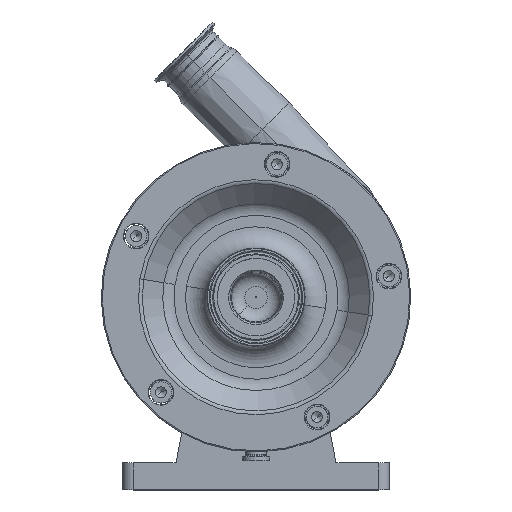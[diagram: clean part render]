
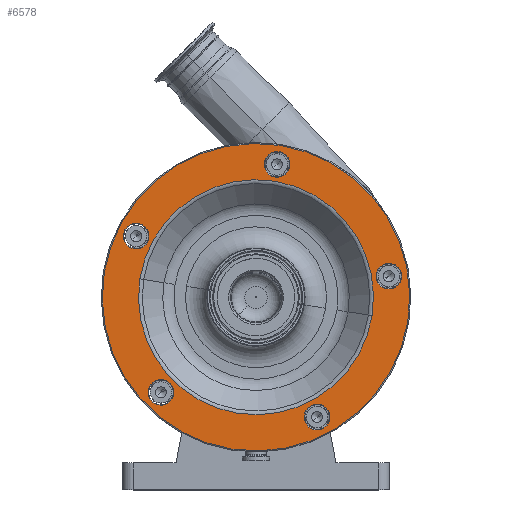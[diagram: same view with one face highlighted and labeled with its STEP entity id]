
A CAD part, top view. The second image highlights one B-rep face of the part: STEP entity #6578.
In plain terms, the highlighted planar face has unit normal (0, 0, 1).
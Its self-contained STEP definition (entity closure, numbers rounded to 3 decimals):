
#44 = AXIS2_PLACEMENT_3D ( 'NONE', #6218, #460, #16550 ) ;
#154 = EDGE_CURVE ( 'NONE', #16706, #5121, #4379, .T. ) ;
#165 = DIRECTION ( 'NONE',  ( -0.988, 0.156, 0. ) ) ;
#312 = VERTEX_POINT ( 'NONE', #2639 ) ;
#460 = DIRECTION ( 'NONE',  ( 0., 0., 1. ) ) ;
#641 = AXIS2_PLACEMENT_3D ( 'NONE', #14286, #5376, #11224 ) ;
#716 = AXIS2_PLACEMENT_3D ( 'NONE', #15173, #7704, #17932 ) ;
#1167 = DIRECTION ( 'NONE',  ( 0.988, -0.156, 0. ) ) ;
#1197 = EDGE_LOOP ( 'NONE', ( #15220, #16634 ) ) ;
#1208 = DIRECTION ( 'NONE',  ( 0.988, -0.156, 0. ) ) ;
#1289 = DIRECTION ( 'NONE',  ( 0.988, -0.156, 0. ) ) ;
#1513 = VERTEX_POINT ( 'NONE', #13341 ) ;
#1612 = EDGE_LOOP ( 'NONE', ( #10964, #13136 ) ) ;
#1681 = AXIS2_PLACEMENT_3D ( 'NONE', #17591, #17672, #10145 ) ;
#1684 = CARTESIAN_POINT ( 'NONE',  ( -124.119, 239.08, 220. ) ) ;
#1701 = EDGE_CURVE ( 'NONE', #17274, #17184, #11460, .T. ) ;
#1704 = FACE_BOUND ( 'NONE', #10860, .T. ) ;
#1952 = CIRCLE ( 'NONE', #16025, 12. ) ;
#1980 = EDGE_CURVE ( 'NONE', #17419, #1513, #1952, .T. ) ;
#2098 = ORIENTED_EDGE ( 'NONE', *, *, #11330, .F. ) ;
#2137 = EDGE_CURVE ( 'NONE', #15274, #4400, #10223, .T. ) ;
#2237 = ORIENTED_EDGE ( 'NONE', *, *, #2137, .F. ) ;
#2431 = DIRECTION ( 'NONE',  ( 0.988, -0.156, 0. ) ) ;
#2639 = CARTESIAN_POINT ( 'NONE',  ( 112.596, 201.588, 220. ) ) ;
#2685 = ORIENTED_EDGE ( 'NONE', *, *, #10052, .F. ) ;
#2790 = EDGE_CURVE ( 'NONE', #1513, #17419, #14183, .T. ) ;
#2947 = FACE_BOUND ( 'NONE', #3146, .T. ) ;
#2951 = CARTESIAN_POINT ( 'NONE',  ( 69.055, 65.856, 220. ) ) ;
#3012 = CARTESIAN_POINT ( 'NONE',  ( 19.711, 304.449, 220. ) ) ;
#3145 = FACE_OUTER_BOUND ( 'NONE', #4126, .T. ) ;
#3146 = EDGE_LOOP ( 'NONE', ( #11117, #15827 ) ) ;
#3704 = CARTESIAN_POINT ( 'NONE',  ( 57.203, 67.733, 220. ) ) ;
#3944 = CARTESIAN_POINT ( 'NONE',  ( 0., 180., 220. ) ) ;
#4019 = EDGE_CURVE ( 'NONE', #5973, #7685, #18380, .T. ) ;
#4126 = EDGE_LOOP ( 'NONE', ( #17465, #14592 ) ) ;
#4285 = FACE_BOUND ( 'NONE', #16301, .T. ) ;
#4379 = CIRCLE ( 'NONE', #8657, 12. ) ;
#4392 = FACE_BOUND ( 'NONE', #9717, .T. ) ;
#4400 = VERTEX_POINT ( 'NONE', #7731 ) ;
#4529 = CARTESIAN_POINT ( 'NONE',  ( 45.351, 69.61, 220. ) ) ;
#4713 = ORIENTED_EDGE ( 'NONE', *, *, #4019, .F. ) ;
#4883 = DIRECTION ( 'NONE',  ( 0.988, -0.156, 0. ) ) ;
#4972 = EDGE_CURVE ( 'NONE', #17184, #17274, #13867, .T. ) ;
#5101 = CARTESIAN_POINT ( 'NONE',  ( -108.716, 197.219, 220. ) ) ;
#5121 = VERTEX_POINT ( 'NONE', #4529 ) ;
#5372 = CARTESIAN_POINT ( 'NONE',  ( -100.948, 92.782, 220. ) ) ;
#5376 = DIRECTION ( 'NONE',  ( 0., 0., 1. ) ) ;
#5519 = DIRECTION ( 'NONE',  ( 0., 0., 1. ) ) ;
#5643 = CARTESIAN_POINT ( 'NONE',  ( 57.203, 67.733, 220. ) ) ;
#5788 = AXIS2_PLACEMENT_3D ( 'NONE', #7617, #14721, #13465 ) ;
#5809 = CARTESIAN_POINT ( 'NONE',  ( 7.858, 306.326, 220. ) ) ;
#5817 = FACE_BOUND ( 'NONE', #1612, .T. ) ;
#5973 = VERTEX_POINT ( 'NONE', #13936 ) ;
#6024 = DIRECTION ( 'NONE',  ( 0.988, -0.156, 0. ) ) ;
#6218 = CARTESIAN_POINT ( 'NONE',  ( 0., 180., 220. ) ) ;
#6578 = ADVANCED_FACE ( 'NONE', ( #4285, #8787, #5817, #1704, #2947, #3145, #4392 ), #9079, .F. ) ;
#6811 = AXIS2_PLACEMENT_3D ( 'NONE', #3944, #8452, #1167 ) ;
#6847 = AXIS2_PLACEMENT_3D ( 'NONE', #14336, #5519, #1208 ) ;
#7495 = CIRCLE ( 'NONE', #1681, 12. ) ;
#7617 = CARTESIAN_POINT ( 'NONE',  ( 0., 180., 220. ) ) ;
#7685 = VERTEX_POINT ( 'NONE', #1684 ) ;
#7704 = DIRECTION ( 'NONE',  ( 0., 0., 1. ) ) ;
#7731 = CARTESIAN_POINT ( 'NONE',  ( 31.563, 302.572, 220. ) ) ;
#8338 = CIRCLE ( 'NONE', #9574, 12. ) ;
#8452 = DIRECTION ( 'NONE',  ( 0., 0., 1. ) ) ;
#8487 = DIRECTION ( 'NONE',  ( 0.988, -0.156, 0. ) ) ;
#8548 = AXIS2_PLACEMENT_3D ( 'NONE', #5643, #11590, #6024 ) ;
#8657 = AXIS2_PLACEMENT_3D ( 'NONE', #3704, #9368, #9454 ) ;
#8777 = CARTESIAN_POINT ( 'NONE',  ( -112.267, 237.203, 220. ) ) ;
#8787 = FACE_BOUND ( 'NONE', #1197, .T. ) ;
#8991 = AXIS2_PLACEMENT_3D ( 'NONE', #3012, #11547, #1289 ) ;
#9079 = PLANE ( 'NONE',  #11026 ) ;
#9259 = DIRECTION ( 'NONE',  ( 0., 0., 1. ) ) ;
#9368 = DIRECTION ( 'NONE',  ( 0., 0., 1. ) ) ;
#9454 = DIRECTION ( 'NONE',  ( 0.988, -0.156, 0. ) ) ;
#9471 = CIRCLE ( 'NONE', #8548, 12. ) ;
#9574 = AXIS2_PLACEMENT_3D ( 'NONE', #10702, #9259, #17764 ) ;
#9717 = EDGE_LOOP ( 'NONE', ( #4713, #11631 ) ) ;
#9785 = VERTEX_POINT ( 'NONE', #9856 ) ;
#9856 = CARTESIAN_POINT ( 'NONE',  ( 136.301, 197.834, 220. ) ) ;
#10052 = EDGE_CURVE ( 'NONE', #4400, #15274, #14416, .T. ) ;
#10137 = DIRECTION ( 'NONE',  ( 0., 0., 1. ) ) ;
#10145 = DIRECTION ( 'NONE',  ( 0.988, -0.156, 0. ) ) ;
#10223 = CIRCLE ( 'NONE', #8991, 12. ) ;
#10341 = CARTESIAN_POINT ( 'NONE',  ( 22.527, 322.227, 220. ) ) ;
#10700 = EDGE_CURVE ( 'NONE', #13407, #16451, #14747, .T. ) ;
#10702 = CARTESIAN_POINT ( 'NONE',  ( 124.449, 199.711, 220. ) ) ;
#10860 = EDGE_LOOP ( 'NONE', ( #2685, #2237 ) ) ;
#10964 = ORIENTED_EDGE ( 'NONE', *, *, #2790, .F. ) ;
#11026 = AXIS2_PLACEMENT_3D ( 'NONE', #10341, #14637, #165 ) ;
#11055 = EDGE_CURVE ( 'NONE', #7685, #5973, #16285, .T. ) ;
#11117 = ORIENTED_EDGE ( 'NONE', *, *, #4972, .F. ) ;
#11224 = DIRECTION ( 'NONE',  ( 0.988, -0.156, 0. ) ) ;
#11330 = EDGE_CURVE ( 'NONE', #312, #9785, #8338, .T. ) ;
#11460 = CIRCLE ( 'NONE', #6847, 110.071 ) ;
#11547 = DIRECTION ( 'NONE',  ( 0., 0., 1. ) ) ;
#11590 = DIRECTION ( 'NONE',  ( 0., 0., 1. ) ) ;
#11631 = ORIENTED_EDGE ( 'NONE', *, *, #11055, .F. ) ;
#11811 = CARTESIAN_POINT ( 'NONE',  ( -142.227, 202.527, 220. ) ) ;
#12599 = DIRECTION ( 'NONE',  ( 0., 0., 1. ) ) ;
#12889 = CARTESIAN_POINT ( 'NONE',  ( -89.095, 90.905, 220. ) ) ;
#12962 = EDGE_CURVE ( 'NONE', #9785, #312, #7495, .T. ) ;
#13136 = ORIENTED_EDGE ( 'NONE', *, *, #1980, .F. ) ;
#13341 = CARTESIAN_POINT ( 'NONE',  ( -77.243, 89.027, 220. ) ) ;
#13407 = VERTEX_POINT ( 'NONE', #18775 ) ;
#13465 = DIRECTION ( 'NONE',  ( 0.988, -0.156, 0. ) ) ;
#13867 = CIRCLE ( 'NONE', #6811, 110.071 ) ;
#13936 = CARTESIAN_POINT ( 'NONE',  ( -100.415, 235.326, 220. ) ) ;
#13973 = DIRECTION ( 'NONE',  ( 0., 0., 1. ) ) ;
#14183 = CIRCLE ( 'NONE', #716, 12. ) ;
#14286 = CARTESIAN_POINT ( 'NONE',  ( 19.711, 304.449, 220. ) ) ;
#14336 = CARTESIAN_POINT ( 'NONE',  ( 0., 180., 220. ) ) ;
#14416 = CIRCLE ( 'NONE', #641, 12. ) ;
#14592 = ORIENTED_EDGE ( 'NONE', *, *, #18152, .T. ) ;
#14637 = DIRECTION ( 'NONE',  ( 0., 0., -1. ) ) ;
#14721 = DIRECTION ( 'NONE',  ( 0., 0., 1. ) ) ;
#14747 = CIRCLE ( 'NONE', #44, 144. ) ;
#14771 = ORIENTED_EDGE ( 'NONE', *, *, #12962, .F. ) ;
#15173 = CARTESIAN_POINT ( 'NONE',  ( -89.095, 90.905, 220. ) ) ;
#15220 = ORIENTED_EDGE ( 'NONE', *, *, #154, .F. ) ;
#15274 = VERTEX_POINT ( 'NONE', #5809 ) ;
#15827 = ORIENTED_EDGE ( 'NONE', *, *, #1701, .F. ) ;
#16025 = AXIS2_PLACEMENT_3D ( 'NONE', #12889, #12599, #2431 ) ;
#16281 = AXIS2_PLACEMENT_3D ( 'NONE', #16830, #13973, #4883 ) ;
#16285 = CIRCLE ( 'NONE', #17191, 12. ) ;
#16301 = EDGE_LOOP ( 'NONE', ( #14771, #2098 ) ) ;
#16451 = VERTEX_POINT ( 'NONE', #11811 ) ;
#16550 = DIRECTION ( 'NONE',  ( 0.988, -0.156, 0. ) ) ;
#16634 = ORIENTED_EDGE ( 'NONE', *, *, #18511, .F. ) ;
#16706 = VERTEX_POINT ( 'NONE', #2951 ) ;
#16830 = CARTESIAN_POINT ( 'NONE',  ( -112.267, 237.203, 220. ) ) ;
#17100 = CIRCLE ( 'NONE', #5788, 144. ) ;
#17184 = VERTEX_POINT ( 'NONE', #18108 ) ;
#17191 = AXIS2_PLACEMENT_3D ( 'NONE', #8777, #10137, #8487 ) ;
#17274 = VERTEX_POINT ( 'NONE', #5101 ) ;
#17419 = VERTEX_POINT ( 'NONE', #5372 ) ;
#17465 = ORIENTED_EDGE ( 'NONE', *, *, #10700, .T. ) ;
#17591 = CARTESIAN_POINT ( 'NONE',  ( 124.449, 199.711, 220. ) ) ;
#17672 = DIRECTION ( 'NONE',  ( 0., 0., 1. ) ) ;
#17764 = DIRECTION ( 'NONE',  ( 0.988, -0.156, 0. ) ) ;
#17932 = DIRECTION ( 'NONE',  ( 0.988, -0.156, 0. ) ) ;
#18108 = CARTESIAN_POINT ( 'NONE',  ( 108.716, 162.781, 220. ) ) ;
#18152 = EDGE_CURVE ( 'NONE', #16451, #13407, #17100, .T. ) ;
#18380 = CIRCLE ( 'NONE', #16281, 12. ) ;
#18511 = EDGE_CURVE ( 'NONE', #5121, #16706, #9471, .T. ) ;
#18775 = CARTESIAN_POINT ( 'NONE',  ( 142.227, 157.473, 220. ) ) ;
